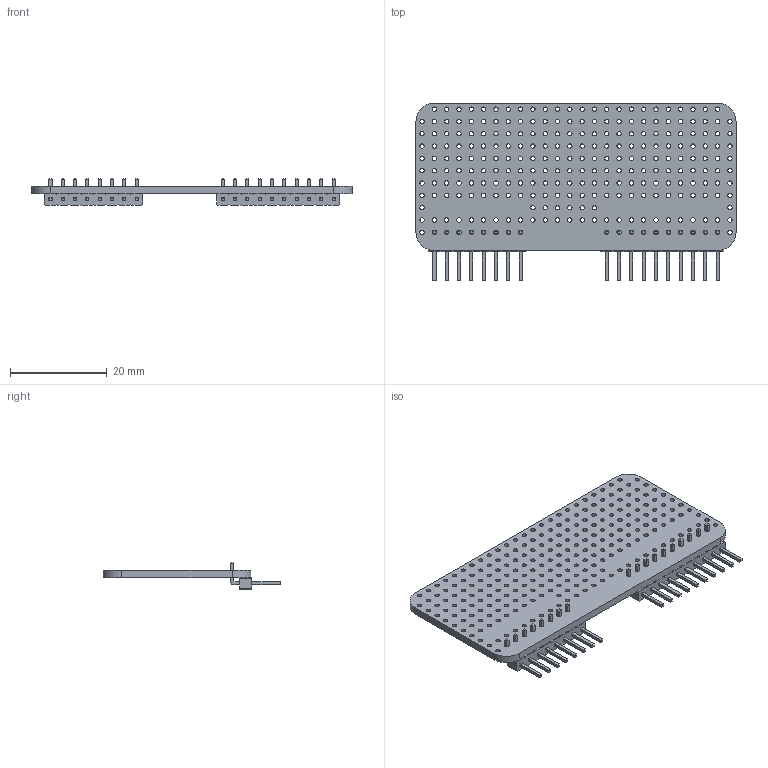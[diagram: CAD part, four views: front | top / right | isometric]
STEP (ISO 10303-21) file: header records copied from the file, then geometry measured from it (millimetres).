
FILE_DESCRIPTION(('KiCad electronic assembly'),'2;1');
FILE_NAME('flipper-zen_.step','2021-01-07T13:44:09',('An Author'),( 'A Company'),'Open CASCADE STEP processor 6.9', 'KiCad to STEP converter','Unknown');
FILE_SCHEMA(('AUTOMOTIVE_DESIGN { 1 0 10303 214 1 1 1 1 }'));
Length unit declared in the file: millimetre
Products named in the file (6): Open CASCADE STEP translator 6.9 1; PinHeader_1x08_P2.54mm_Horizontal; SOLID; PinHeader_1x10_P2.54mm_Horizontal; COMPOUND
Assembly tree (5 placements, depth 3):
  Open CASCADE STEP translator 6.9 1
    PinHeader_1x08_P2.54mm_Horizontal
      SOLID
    PinHeader_1x10_P2.54mm_Horizontal
      SOLID
    COMPOUND
Bounding box: 66.04 x 36.71 x 5.54 mm (x, y, z)
Volume: 3309.9 mm3; surface area: 6170.3 mm2
Topology: 3 solids, 3 shells, 764 faces, 2022 edges, 1300 vertices
Faces by surface type: plane 482, cylinder 282
Full cylindrical faces by diameter (mm): 0.9 x260
Entity records: 54421 total; most frequent: DIRECTION 8170, CARTESIAN_POINT 8136, LINE 4938, VECTOR 4938, ORIENTED_EDGE 4044, PCURVE 4044, DEFINITIONAL_REPRESENTATION 4044, EDGE_CURVE 2022
